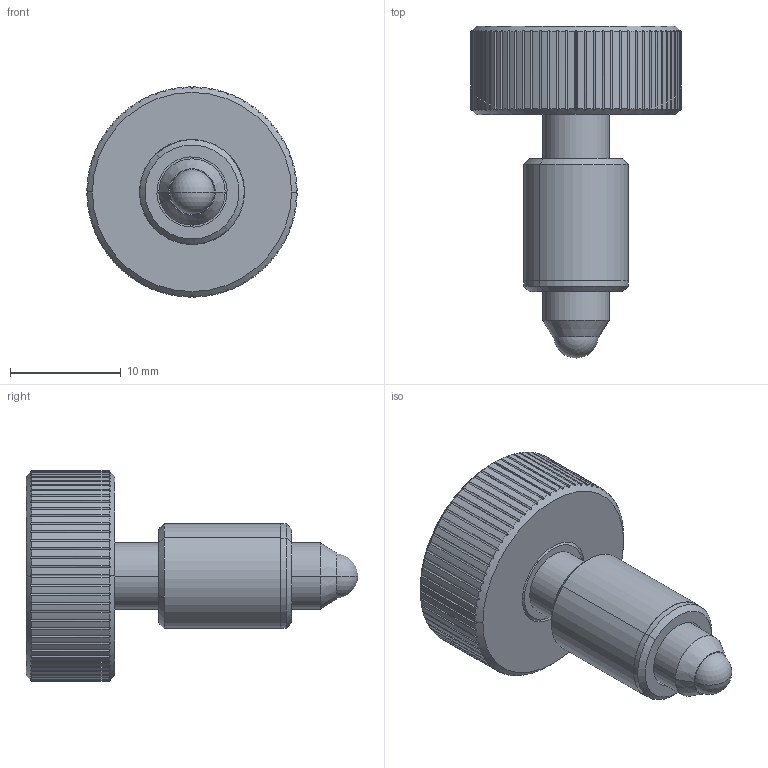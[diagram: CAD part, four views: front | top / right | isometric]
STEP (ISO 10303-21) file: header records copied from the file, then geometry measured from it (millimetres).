
FILE_DESCRIPTION (( 'STEP AP214' ), '1' );
FILE_NAME ('07SRW-4.STEP', '2018-09-11T05:58:28', ( '' ), ( '' ), 'SwSTEP 2.0', 'SolidWorks 2016', '' );
FILE_SCHEMA (( 'AUTOMOTIVE_DESIGN' ));
Length unit declared in the file: millimetre
Products named in the file (1): 07SRW-4
Bounding box: 19 x 30 x 19 mm (x, y, z)
Surface area: 2332.8 mm2 (no closed solid volume)
Topology: 0 solids, 5 shells, 215 faces, 622 edges, 413 vertices
Faces by surface type: cylinder 190, cone 14, plane 9, sphere 2
Entity records: 10469 total; most frequent: CARTESIAN_POINT 2715, ORIENTED_EDGE 1220, DIRECTION 1011, EDGE_CURVE 617, VERTEX_POINT 410, AXIS2_PLACEMENT_3D 402, B_SPLINE_CURVE_WITH_KNOTS 224, EDGE_LOOP 222
